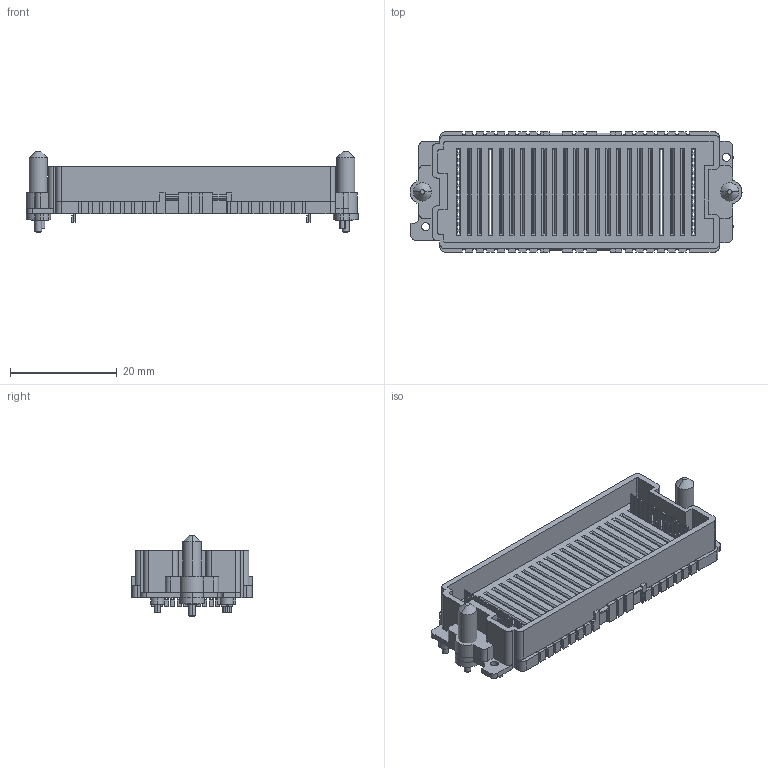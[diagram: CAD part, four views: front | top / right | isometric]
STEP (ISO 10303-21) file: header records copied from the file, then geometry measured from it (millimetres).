
FILE_DESCRIPTION((''),'2;1');
FILE_NAME('MOLEX_45830-0223.stp','2012-03-15T09:24:49',(''),(''),'Mechanical Desktop 2011','Mechanical Desktop 2011',', , ');
FILE_SCHEMA(('AUTOMOTIVE_DESIGN { 1 2 10303 214 1 1 1 1 }'));
Length unit declared in the file: millimetre
Products named in the file (1): Product
Bounding box: 62.15 x 22.5 x 15.34 mm (x, y, z)
Volume: 2962.4 mm3; surface area: 7756.6 mm2
Topology: 113 solids, 113 shells, 1247 faces, 2961 edges, 1946 vertices
Faces by surface type: plane 758, bspline 370, cylinder 111, cone 8
Entity records: 35532 total; most frequent: CARTESIAN_POINT 7319, ORIENTED_EDGE 5914, DIRECTION 4957, EDGE_CURVE 2957, VECTOR 2721, LINE 2721, VERTEX_POINT 1938, EDGE_LOOP 1365
